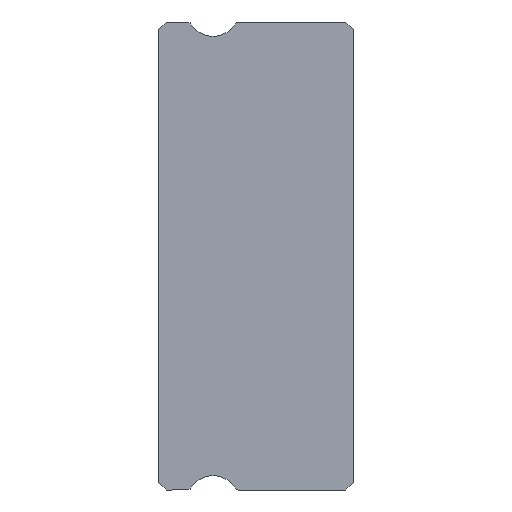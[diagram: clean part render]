
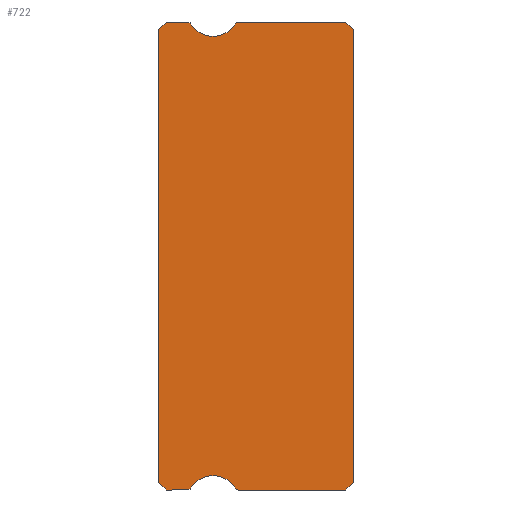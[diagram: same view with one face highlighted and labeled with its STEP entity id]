
A CAD part, left-side view. The second image highlights one B-rep face of the part: STEP entity #722.
In plain terms, the highlighted planar face has unit normal (-1, 0, 0).
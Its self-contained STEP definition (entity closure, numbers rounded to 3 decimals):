
#1 = DIRECTION ( 'NONE',  ( -1., 0., 0. ) ) ;
#13 = ORIENTED_EDGE ( 'NONE', *, *, #780, .T. ) ;
#24 = DIRECTION ( 'NONE',  ( 0., 0., -1. ) ) ;
#29 = CARTESIAN_POINT ( 'NONE',  ( -5., 5.4, -9.45 ) ) ;
#36 = VERTEX_POINT ( 'NONE', #585 ) ;
#55 = VERTEX_POINT ( 'NONE', #616 ) ;
#88 = LINE ( 'NONE', #1686, #856 ) ;
#93 = EDGE_CURVE ( 'NONE', #1963, #1526, #1872, .T. ) ;
#121 = CIRCLE ( 'NONE', #257, 0.15 ) ;
#130 = CARTESIAN_POINT ( 'NONE',  ( -5., 4.419, 9. ) ) ;
#137 = VERTEX_POINT ( 'NONE', #130 ) ;
#152 = DIRECTION ( 'NONE',  ( 0., 0., -1. ) ) ;
#173 = LINE ( 'NONE', #957, #386 ) ;
#181 = AXIS2_PLACEMENT_3D ( 'NONE', #499, #974, #24 ) ;
#195 = CARTESIAN_POINT ( 'NONE',  ( -5., 4.419, -8.85 ) ) ;
#203 = ORIENTED_EDGE ( 'NONE', *, *, #1363, .F. ) ;
#220 = CARTESIAN_POINT ( 'NONE',  ( -5., 6.381, 8.85 ) ) ;
#224 = EDGE_CURVE ( 'NONE', #840, #1795, #737, .T. ) ;
#257 = AXIS2_PLACEMENT_3D ( 'NONE', #195, #831, #1793 ) ;
#302 = CARTESIAN_POINT ( 'NONE',  ( -5., 7.5, 8.7 ) ) ;
#306 = DIRECTION ( 'NONE',  ( 0., -0.707, -0.707 ) ) ;
#340 = LINE ( 'NONE', #384, #354 ) ;
#351 = AXIS2_PLACEMENT_3D ( 'NONE', #1587, #1143, #1125 ) ;
#354 = VECTOR ( 'NONE', #1495, 1000. ) ;
#356 = DIRECTION ( 'NONE',  ( 1., 0., 0. ) ) ;
#359 = EDGE_CURVE ( 'NONE', #1963, #1290, #1501, .T. ) ;
#360 = ORIENTED_EDGE ( 'NONE', *, *, #359, .F. ) ;
#370 = DIRECTION ( 'NONE',  ( 1., 0., 0. ) ) ;
#382 = ORIENTED_EDGE ( 'NONE', *, *, #603, .F. ) ;
#384 = CARTESIAN_POINT ( 'NONE',  ( -5., 6.381, -9. ) ) ;
#386 = VECTOR ( 'NONE', #1259, 1000. ) ;
#388 = EDGE_CURVE ( 'NONE', #55, #137, #1020, .T. ) ;
#405 = CARTESIAN_POINT ( 'NONE',  ( -5., 6.381, 9. ) ) ;
#416 = VERTEX_POINT ( 'NONE', #1410 ) ;
#435 = ORIENTED_EDGE ( 'NONE', *, *, #1794, .T. ) ;
#499 = CARTESIAN_POINT ( 'NONE',  ( -5., 5.4, 9.45 ) ) ;
#510 = ORIENTED_EDGE ( 'NONE', *, *, #1517, .F. ) ;
#512 = VERTEX_POINT ( 'NONE', #1521 ) ;
#531 = PLANE ( 'NONE',  #1250 ) ;
#558 = VECTOR ( 'NONE', #1808, 1000. ) ;
#566 = CARTESIAN_POINT ( 'NONE',  ( -5., 4.547, -8.928 ) ) ;
#567 = EDGE_LOOP ( 'NONE', ( #510, #435, #1003, #1073, #1651, #203, #901, #360, #1597, #1462, #382, #1050, #1565, #1891, #668, #13, #1824 ) ) ;
#585 = CARTESIAN_POINT ( 'NONE',  ( -5., 4.419, -9. ) ) ;
#603 = EDGE_CURVE ( 'NONE', #137, #1361, #173, .T. ) ;
#616 = CARTESIAN_POINT ( 'NONE',  ( -5., 4.547, 8.928 ) ) ;
#638 = EDGE_CURVE ( 'NONE', #1144, #55, #1685, .T. ) ;
#656 = VERTEX_POINT ( 'NONE', #795 ) ;
#660 = EDGE_CURVE ( 'NONE', #948, #1144, #915, .T. ) ;
#668 = ORIENTED_EDGE ( 'NONE', *, *, #1110, .F. ) ;
#694 = LINE ( 'NONE', #1627, #1890 ) ;
#722 = ADVANCED_FACE ( 'NONE', ( #1166 ), #531, .F. ) ;
#737 = LINE ( 'NONE', #1393, #739 ) ;
#739 = VECTOR ( 'NONE', #1882, 1000. ) ;
#747 = CIRCLE ( 'NONE', #1920, 0.15 ) ;
#769 = CARTESIAN_POINT ( 'NONE',  ( -5., 7.2, 9. ) ) ;
#773 = DIRECTION ( 'NONE',  ( 0., 0., 1. ) ) ;
#780 = EDGE_CURVE ( 'NONE', #1555, #840, #694, .T. ) ;
#795 = CARTESIAN_POINT ( 'NONE',  ( -5., 6.381, -9. ) ) ;
#831 = DIRECTION ( 'NONE',  ( 1., 0., 0. ) ) ;
#835 = DIRECTION ( 'NONE',  ( 0., 1., 0. ) ) ;
#840 = VERTEX_POINT ( 'NONE', #769 ) ;
#856 = VECTOR ( 'NONE', #1045, 1000. ) ;
#857 = CARTESIAN_POINT ( 'NONE',  ( -5., 6.381, 8.85 ) ) ;
#876 = CARTESIAN_POINT ( 'NONE',  ( -5., 6.381, -9. ) ) ;
#877 = CARTESIAN_POINT ( 'NONE',  ( -5., 0., -8.7 ) ) ;
#882 = VECTOR ( 'NONE', #1379, 1000. ) ;
#887 = LINE ( 'NONE', #876, #558 ) ;
#894 = EDGE_CURVE ( 'NONE', #1361, #1526, #1732, .T. ) ;
#900 = CARTESIAN_POINT ( 'NONE',  ( -5., 7.2, -9. ) ) ;
#901 = ORIENTED_EDGE ( 'NONE', *, *, #1401, .F. ) ;
#915 = CIRCLE ( 'NONE', #181, 1. ) ;
#948 = VERTEX_POINT ( 'NONE', #973 ) ;
#957 = CARTESIAN_POINT ( 'NONE',  ( -5., 6.381, 9. ) ) ;
#973 = CARTESIAN_POINT ( 'NONE',  ( -5., 6.253, 8.928 ) ) ;
#974 = DIRECTION ( 'NONE',  ( -1., 0., 0. ) ) ;
#1003 = ORIENTED_EDGE ( 'NONE', *, *, #1699, .T. ) ;
#1020 = CIRCLE ( 'NONE', #1688, 0.15 ) ;
#1022 = CARTESIAN_POINT ( 'NONE',  ( -5., 5.4, 8.45 ) ) ;
#1029 = DIRECTION ( 'NONE',  ( 1., 0., 0. ) ) ;
#1045 = DIRECTION ( 'NONE',  ( 0., 0., 1. ) ) ;
#1050 = ORIENTED_EDGE ( 'NONE', *, *, #388, .F. ) ;
#1060 = CARTESIAN_POINT ( 'NONE',  ( -5., 0.3, 9. ) ) ;
#1073 = ORIENTED_EDGE ( 'NONE', *, *, #1515, .F. ) ;
#1110 = EDGE_CURVE ( 'NONE', #1555, #948, #747, .T. ) ;
#1125 = DIRECTION ( 'NONE',  ( 0., 0., -1. ) ) ;
#1143 = DIRECTION ( 'NONE',  ( -1., 0., 0. ) ) ;
#1144 = VERTEX_POINT ( 'NONE', #1022 ) ;
#1150 = CARTESIAN_POINT ( 'NONE',  ( -5., 0.3, 9. ) ) ;
#1160 = DIRECTION ( 'NONE',  ( 0., 0.707, -0.707 ) ) ;
#1166 = FACE_OUTER_BOUND ( 'NONE', #567, .T. ) ;
#1196 = VERTEX_POINT ( 'NONE', #566 ) ;
#1215 = VECTOR ( 'NONE', #1160, 1000. ) ;
#1250 = AXIS2_PLACEMENT_3D ( 'NONE', #220, #356, #1968 ) ;
#1253 = CARTESIAN_POINT ( 'NONE',  ( -5., 6.253, -8.928 ) ) ;
#1259 = DIRECTION ( 'NONE',  ( 0., -1., 0. ) ) ;
#1290 = VERTEX_POINT ( 'NONE', #1404 ) ;
#1361 = VERTEX_POINT ( 'NONE', #1150 ) ;
#1363 = EDGE_CURVE ( 'NONE', #36, #1196, #121, .T. ) ;
#1368 = LINE ( 'NONE', #900, #882 ) ;
#1379 = DIRECTION ( 'NONE',  ( 0., -0.707, -0.707 ) ) ;
#1388 = DIRECTION ( 'NONE',  ( 0., 0., -1. ) ) ;
#1393 = CARTESIAN_POINT ( 'NONE',  ( -5., 7.5, 8.7 ) ) ;
#1401 = EDGE_CURVE ( 'NONE', #1290, #36, #340, .T. ) ;
#1404 = CARTESIAN_POINT ( 'NONE',  ( -5., 0.3, -9. ) ) ;
#1410 = CARTESIAN_POINT ( 'NONE',  ( -5., 7.2, -9. ) ) ;
#1443 = CARTESIAN_POINT ( 'NONE',  ( -5., 0., -8.7 ) ) ;
#1462 = ORIENTED_EDGE ( 'NONE', *, *, #894, .F. ) ;
#1495 = DIRECTION ( 'NONE',  ( 0., 1., 0. ) ) ;
#1501 = LINE ( 'NONE', #877, #1215 ) ;
#1515 = EDGE_CURVE ( 'NONE', #1765, #656, #1756, .T. ) ;
#1517 = EDGE_CURVE ( 'NONE', #512, #1795, #88, .T. ) ;
#1521 = CARTESIAN_POINT ( 'NONE',  ( -5., 7.5, -8.7 ) ) ;
#1526 = VERTEX_POINT ( 'NONE', #2035 ) ;
#1555 = VERTEX_POINT ( 'NONE', #405 ) ;
#1565 = ORIENTED_EDGE ( 'NONE', *, *, #638, .F. ) ;
#1577 = CARTESIAN_POINT ( 'NONE',  ( -5., 0., 8.7 ) ) ;
#1578 = VECTOR ( 'NONE', #773, 1000. ) ;
#1587 = CARTESIAN_POINT ( 'NONE',  ( -5., 5.4, 9.45 ) ) ;
#1597 = ORIENTED_EDGE ( 'NONE', *, *, #93, .T. ) ;
#1627 = CARTESIAN_POINT ( 'NONE',  ( -5., 7.2, 9. ) ) ;
#1651 = ORIENTED_EDGE ( 'NONE', *, *, #1945, .F. ) ;
#1676 = DIRECTION ( 'NONE',  ( 1., 0., 0. ) ) ;
#1685 = CIRCLE ( 'NONE', #351, 1. ) ;
#1686 = CARTESIAN_POINT ( 'NONE',  ( -5., 7.5, 8.85 ) ) ;
#1688 = AXIS2_PLACEMENT_3D ( 'NONE', #1800, #370, #1388 ) ;
#1699 = EDGE_CURVE ( 'NONE', #416, #656, #887, .T. ) ;
#1732 = LINE ( 'NONE', #1060, #1875 ) ;
#1756 = CIRCLE ( 'NONE', #2061, 0.15 ) ;
#1765 = VERTEX_POINT ( 'NONE', #1253 ) ;
#1793 = DIRECTION ( 'NONE',  ( 0., 0., -1. ) ) ;
#1794 = EDGE_CURVE ( 'NONE', #512, #416, #1368, .T. ) ;
#1795 = VERTEX_POINT ( 'NONE', #302 ) ;
#1800 = CARTESIAN_POINT ( 'NONE',  ( -5., 4.419, 8.85 ) ) ;
#1808 = DIRECTION ( 'NONE',  ( 0., -1., 0. ) ) ;
#1820 = CIRCLE ( 'NONE', #2055, 1. ) ;
#1824 = ORIENTED_EDGE ( 'NONE', *, *, #224, .T. ) ;
#1826 = CARTESIAN_POINT ( 'NONE',  ( -5., 6.381, -8.85 ) ) ;
#1843 = DIRECTION ( 'NONE',  ( 0., 0., -1. ) ) ;
#1872 = LINE ( 'NONE', #1577, #1578 ) ;
#1875 = VECTOR ( 'NONE', #306, 1000. ) ;
#1882 = DIRECTION ( 'NONE',  ( 0., 0.707, -0.707 ) ) ;
#1890 = VECTOR ( 'NONE', #835, 1000. ) ;
#1891 = ORIENTED_EDGE ( 'NONE', *, *, #660, .F. ) ;
#1920 = AXIS2_PLACEMENT_3D ( 'NONE', #857, #1676, #1843 ) ;
#1945 = EDGE_CURVE ( 'NONE', #1196, #1765, #1820, .T. ) ;
#1963 = VERTEX_POINT ( 'NONE', #1443 ) ;
#1968 = DIRECTION ( 'NONE',  ( 0., 0., -1. ) ) ;
#2021 = DIRECTION ( 'NONE',  ( 0., 0., -1. ) ) ;
#2035 = CARTESIAN_POINT ( 'NONE',  ( -5., 0., 8.7 ) ) ;
#2055 = AXIS2_PLACEMENT_3D ( 'NONE', #29, #1, #152 ) ;
#2061 = AXIS2_PLACEMENT_3D ( 'NONE', #1826, #1029, #2021 ) ;
